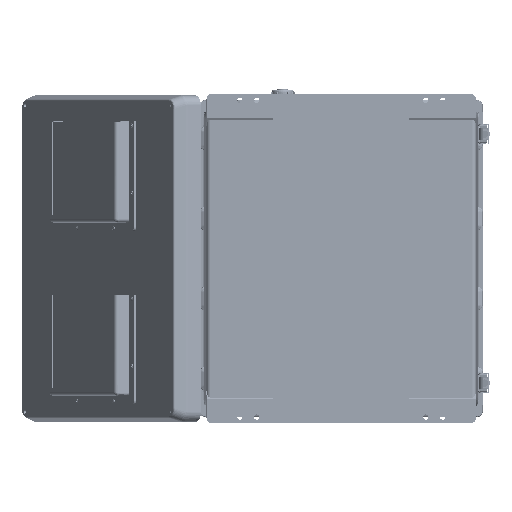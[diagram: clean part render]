
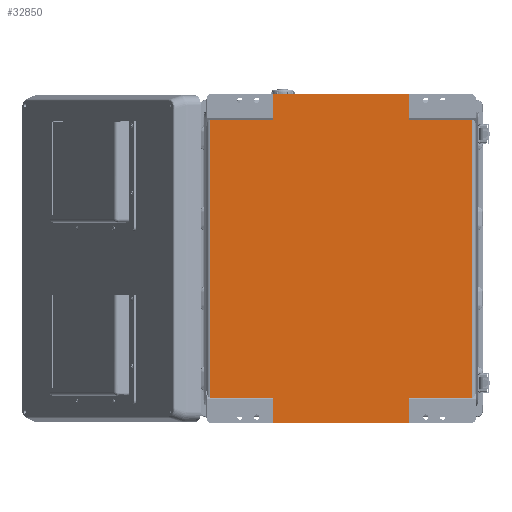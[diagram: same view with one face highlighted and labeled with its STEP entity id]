
A CAD part, front view. The second image highlights one B-rep face of the part: STEP entity #32850.
In plain terms, the highlighted planar face has unit normal (0, -1, 0).
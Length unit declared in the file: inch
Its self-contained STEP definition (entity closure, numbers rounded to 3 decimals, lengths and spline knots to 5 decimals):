
#1673 = VECTOR ( 'NONE', #15724, 39.37008 ) ;
#2316 = CARTESIAN_POINT ( 'NONE',  ( -4.03163, 0.05906, 0. ) ) ;
#8128 = LINE ( 'NONE', #57695, #201787 ) ;
#9026 = LINE ( 'NONE', #173734, #229946 ) ;
#9658 = LINE ( 'NONE', #223624, #73363 ) ;
#15724 = DIRECTION ( 'NONE',  ( -1., 0., 0. ) ) ;
#16187 = EDGE_CURVE ( 'NONE', #183667, #158472, #142646, .T. ) ;
#16546 = ORIENTED_EDGE ( 'NONE', *, *, #119341, .F. ) ;
#24949 = DIRECTION ( 'NONE',  ( 0., 0., -1. ) ) ;
#25906 = CARTESIAN_POINT ( 'NONE',  ( 8.11811, 0.05906, -1.51961 ) ) ;
#26753 = DIRECTION ( 'NONE',  ( 0., 1., 0. ) ) ;
#27432 = ORIENTED_EDGE ( 'NONE', *, *, #121161, .T. ) ;
#28394 = EDGE_CURVE ( 'NONE', #45391, #158000, #9026, .T. ) ;
#32850 = ADVANCED_FACE ( 'NONE', ( #230265 ), #160464, .F. ) ;
#33211 = LINE ( 'NONE', #95373, #87712 ) ;
#35576 = CARTESIAN_POINT ( 'NONE',  ( 4.03163, 0.05906, -19.48819 ) ) ;
#41330 = LINE ( 'NONE', #221264, #56662 ) ;
#44860 = VECTOR ( 'NONE', #89961, 39.37008 ) ;
#45391 = VERTEX_POINT ( 'NONE', #59542 ) ;
#48216 = CARTESIAN_POINT ( 'NONE',  ( -4.03163, 0.05906, -17.96858 ) ) ;
#51098 = CARTESIAN_POINT ( 'NONE',  ( -4.03163, 0.05906, -19.48819 ) ) ;
#53084 = VERTEX_POINT ( 'NONE', #156011 ) ;
#54092 = VERTEX_POINT ( 'NONE', #2316 ) ;
#54358 = CARTESIAN_POINT ( 'NONE',  ( -7.73754, 0.05906, -1.51961 ) ) ;
#54832 = EDGE_CURVE ( 'NONE', #63533, #54092, #64041, .T. ) ;
#56037 = LINE ( 'NONE', #175060, #216433 ) ;
#56662 = VECTOR ( 'NONE', #223771, 39.37008 ) ;
#56896 = EDGE_CURVE ( 'NONE', #70494, #158472, #41330, .T. ) ;
#57695 = CARTESIAN_POINT ( 'NONE',  ( 7.73754, 0.05906, -1.51961 ) ) ;
#59542 = CARTESIAN_POINT ( 'NONE',  ( -7.73754, 0.05906, -1.51961 ) ) ;
#59838 = CARTESIAN_POINT ( 'NONE',  ( -4.03163, 0.05906, -1.51961 ) ) ;
#63533 = VERTEX_POINT ( 'NONE', #173920 ) ;
#64041 = LINE ( 'NONE', #183696, #230447 ) ;
#69866 = DIRECTION ( 'NONE',  ( 1., 0., 0. ) ) ;
#70494 = VERTEX_POINT ( 'NONE', #35576 ) ;
#73363 = VECTOR ( 'NONE', #69866, 39.37008 ) ;
#75271 = EDGE_CURVE ( 'NONE', #53084, #45391, #171708, .T. ) ;
#76745 = DIRECTION ( 'NONE',  ( 0., 0., 1. ) ) ;
#87712 = VECTOR ( 'NONE', #76745, 39.37008 ) ;
#89961 = DIRECTION ( 'NONE',  ( 0., 0., 1. ) ) ;
#93602 = LINE ( 'NONE', #128024, #44860 ) ;
#95210 = DIRECTION ( 'NONE',  ( 1., 0., 0. ) ) ;
#95373 = CARTESIAN_POINT ( 'NONE',  ( -4.03163, 0.05906, 0.85787 ) ) ;
#96106 = VECTOR ( 'NONE', #152437, 39.37008 ) ;
#104850 = EDGE_CURVE ( 'NONE', #149414, #142005, #8128, .T. ) ;
#108163 = ORIENTED_EDGE ( 'NONE', *, *, #229622, .F. ) ;
#111170 = AXIS2_PLACEMENT_3D ( 'NONE', #25906, #26753, #141808 ) ;
#118499 = DIRECTION ( 'NONE',  ( 0., 0., -1. ) ) ;
#119341 = EDGE_CURVE ( 'NONE', #201092, #70494, #56037, .T. ) ;
#121161 = EDGE_CURVE ( 'NONE', #151302, #63533, #93602, .T. ) ;
#128024 = CARTESIAN_POINT ( 'NONE',  ( 4.03163, 0.05906, 0.85787 ) ) ;
#140852 = CARTESIAN_POINT ( 'NONE',  ( -4.03163, 0.05906, -20.34606 ) ) ;
#141808 = DIRECTION ( 'NONE',  ( 0., 0., 1. ) ) ;
#142005 = VERTEX_POINT ( 'NONE', #143457 ) ;
#142646 = LINE ( 'NONE', #140852, #148698 ) ;
#143457 = CARTESIAN_POINT ( 'NONE',  ( 7.73754, 0.05906, -1.51961 ) ) ;
#146067 = ORIENTED_EDGE ( 'NONE', *, *, #75271, .F. ) ;
#148698 = VECTOR ( 'NONE', #24949, 39.37008 ) ;
#149414 = VERTEX_POINT ( 'NONE', #199993 ) ;
#151302 = VERTEX_POINT ( 'NONE', #231341 ) ;
#152437 = DIRECTION ( 'NONE',  ( 0., 0., 1. ) ) ;
#156011 = CARTESIAN_POINT ( 'NONE',  ( -7.73754, 0.05906, -17.96858 ) ) ;
#158000 = VERTEX_POINT ( 'NONE', #59838 ) ;
#158472 = VERTEX_POINT ( 'NONE', #51098 ) ;
#160464 = PLANE ( 'NONE',  #111170 ) ;
#167076 = ORIENTED_EDGE ( 'NONE', *, *, #189626, .T. ) ;
#168882 = CARTESIAN_POINT ( 'NONE',  ( 8.11811, 0.05906, -1.51961 ) ) ;
#171708 = LINE ( 'NONE', #54358, #96106 ) ;
#173734 = CARTESIAN_POINT ( 'NONE',  ( -8.11811, 0.05906, -1.51961 ) ) ;
#173920 = CARTESIAN_POINT ( 'NONE',  ( 4.03163, 0.05906, 0. ) ) ;
#174331 = VECTOR ( 'NONE', #245545, 39.37008 ) ;
#175060 = CARTESIAN_POINT ( 'NONE',  ( 4.03163, 0.05906, -20.34606 ) ) ;
#180407 = LINE ( 'NONE', #207335, #174331 ) ;
#181956 = ORIENTED_EDGE ( 'NONE', *, *, #28394, .F. ) ;
#182174 = EDGE_CURVE ( 'NONE', #149414, #201092, #180407, .T. ) ;
#183323 = EDGE_CURVE ( 'NONE', #53084, #183667, #9658, .T. ) ;
#183667 = VERTEX_POINT ( 'NONE', #48216 ) ;
#183696 = CARTESIAN_POINT ( 'NONE',  ( 8.11811, 0.05906, 0. ) ) ;
#189626 = EDGE_CURVE ( 'NONE', #142005, #151302, #201312, .T. ) ;
#199993 = CARTESIAN_POINT ( 'NONE',  ( 7.73754, 0.05906, -17.96858 ) ) ;
#200460 = ORIENTED_EDGE ( 'NONE', *, *, #54832, .T. ) ;
#200655 = ORIENTED_EDGE ( 'NONE', *, *, #56896, .F. ) ;
#201092 = VERTEX_POINT ( 'NONE', #202225 ) ;
#201312 = LINE ( 'NONE', #168882, #1673 ) ;
#201787 = VECTOR ( 'NONE', #209075, 39.37008 ) ;
#202225 = CARTESIAN_POINT ( 'NONE',  ( 4.03163, 0.05906, -17.96858 ) ) ;
#205432 = ORIENTED_EDGE ( 'NONE', *, *, #104850, .T. ) ;
#207335 = CARTESIAN_POINT ( 'NONE',  ( 8.11811, 0.05906, -17.96858 ) ) ;
#209075 = DIRECTION ( 'NONE',  ( 0., 0., 1. ) ) ;
#216433 = VECTOR ( 'NONE', #118499, 39.37008 ) ;
#221264 = CARTESIAN_POINT ( 'NONE',  ( 8.11811, 0.05906, -19.48819 ) ) ;
#222128 = EDGE_LOOP ( 'NONE', ( #146067, #235617, #232515, #200655, #16546, #239264, #205432, #167076, #27432, #200460, #108163, #181956 ) ) ;
#223409 = DIRECTION ( 'NONE',  ( -1., 0., 0. ) ) ;
#223624 = CARTESIAN_POINT ( 'NONE',  ( -8.11811, 0.05906, -17.96858 ) ) ;
#223771 = DIRECTION ( 'NONE',  ( -1., 0., 0. ) ) ;
#229622 = EDGE_CURVE ( 'NONE', #158000, #54092, #33211, .T. ) ;
#229946 = VECTOR ( 'NONE', #95210, 39.37008 ) ;
#230265 = FACE_OUTER_BOUND ( 'NONE', #222128, .T. ) ;
#230447 = VECTOR ( 'NONE', #223409, 39.37008 ) ;
#231341 = CARTESIAN_POINT ( 'NONE',  ( 4.03163, 0.05906, -1.51961 ) ) ;
#232515 = ORIENTED_EDGE ( 'NONE', *, *, #16187, .T. ) ;
#235617 = ORIENTED_EDGE ( 'NONE', *, *, #183323, .T. ) ;
#239264 = ORIENTED_EDGE ( 'NONE', *, *, #182174, .F. ) ;
#245545 = DIRECTION ( 'NONE',  ( -1., 0., 0. ) ) ;
